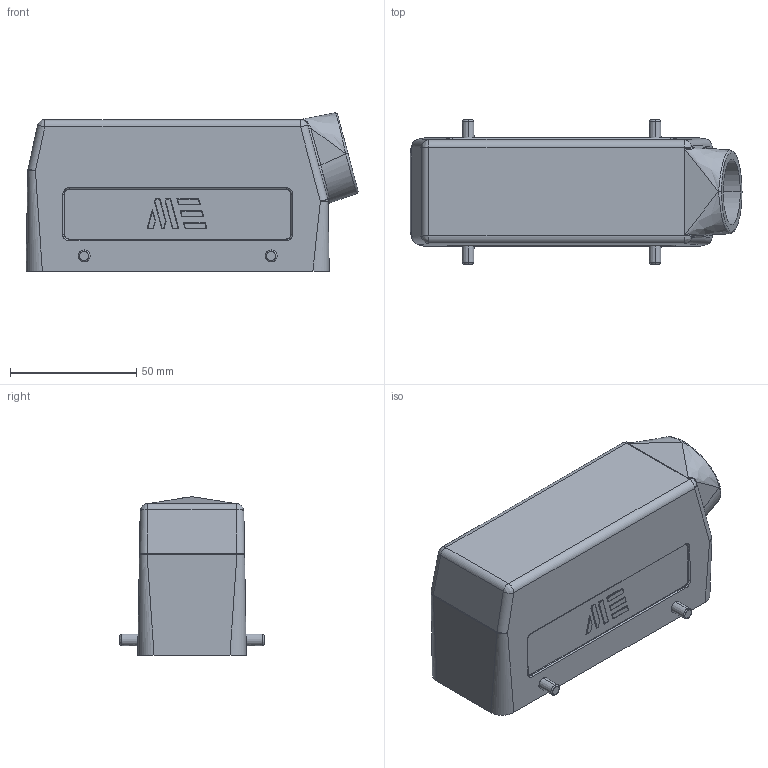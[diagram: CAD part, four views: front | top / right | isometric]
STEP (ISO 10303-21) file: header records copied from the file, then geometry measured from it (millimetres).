
FILE_DESCRIPTION (( 'STEP AP203' ), '1' );
FILE_NAME ('290452905.step', '2025-02-12T17:49:43', ( '' ), ( '' ), 'SwSTEP 2.0', 'SolidWorks 2024', '' );
FILE_SCHEMA (( 'CONFIG_CONTROL_DESIGN' ));
Length unit declared in the file: inch
Products named in the file (1): 290452905
Bounding box: 131.39 x 57 x 62.63 mm (x, y, z)
Volume: 76366.5 mm3; surface area: 46278.8 mm2
Topology: 1 solids, 1 shells, 316 faces, 727 edges, 431 vertices
Faces by surface type: plane 117, cylinder 111, bspline 74, cone 14
Entity records: 11315 total; most frequent: CARTESIAN_POINT 4851, ORIENTED_EDGE 1442, DIRECTION 1137, EDGE_CURVE 721, VERTEX_POINT 431, VECTOR 399, LINE 399, AXIS2_PLACEMENT_3D 369
